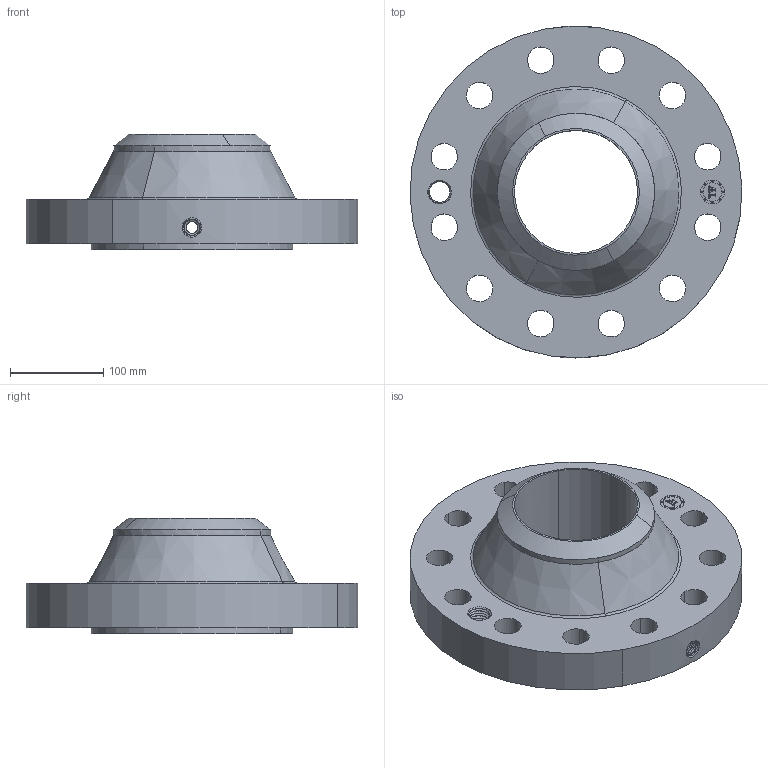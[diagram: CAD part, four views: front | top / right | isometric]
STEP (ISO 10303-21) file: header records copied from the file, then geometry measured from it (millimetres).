
FILE_DESCRIPTION(('3D STEP'),'2;1');
FILE_NAME('6-600-RF-WELD-NECK-160-ORIF-FLANGE.stp','2013-10-27T00:22:30+00:00',('Texas Flange'),(''),'CATIA Version 5 Release 20 SP 6 (IN-10)','CATIA V5 STEP AP214','800-826-3801');
FILE_SCHEMA(('AUTOMOTIVE_DESIGN { 1 0 10303 214 1 1 1 1 }'));
Length unit declared in the file: inch
Products named in the file (1): 6-600-RF-WELD-NECK-160-ORIF-FLANGE
Bounding box: 355.5 x 355.6 x 123.7 mm (x, y, z)
Volume: 4770388.1 mm3; surface area: 355358.4 mm2
Topology: 1 solids, 1 shells, 779 faces, 2117 edges, 1359 vertices
Faces by surface type: plane 369, bspline 253, cylinder 101, cone 50, revolution 4, torus 2
Entity records: 32649 total; most frequent: CARTESIAN_POINT 13254, ORIENTED_EDGE 4234, EDGE_CURVE 2117, DIRECTION 2102, VERTEX_POINT 1359, VECTOR 1190, LINE 1190, EDGE_LOOP 830
